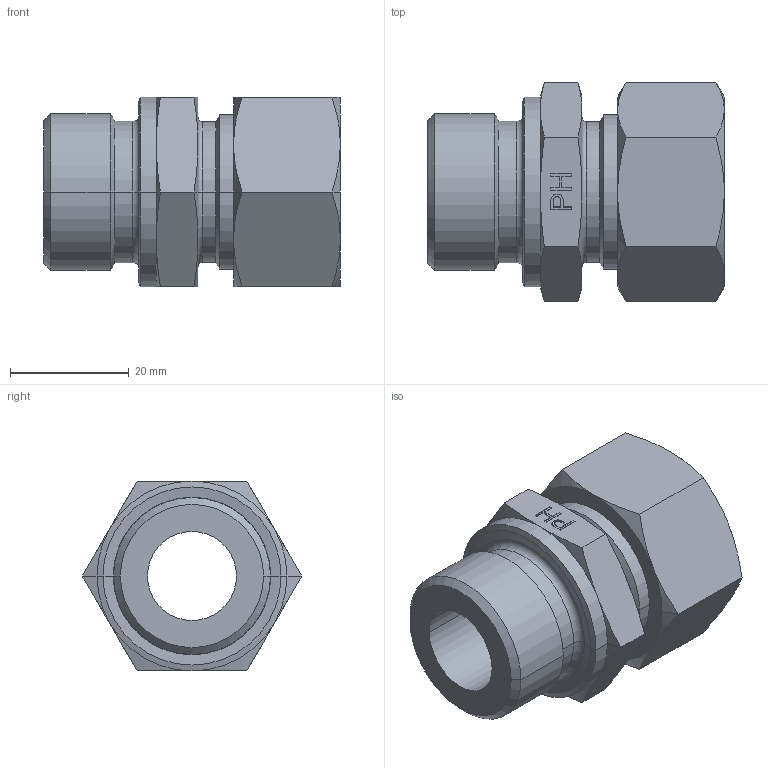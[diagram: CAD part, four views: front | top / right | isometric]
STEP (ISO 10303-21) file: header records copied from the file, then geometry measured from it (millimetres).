
FILE_DESCRIPTION(('Creo Elements/Direct Modeling STEP Export'),'2;1');
FILE_NAME('GE-LR-18-G_3_4zoll.stp','2018-09-18T11:34:17',(''),(''),'PTC Creo Elements/Direct Modeling STEP processor for AP214 (Solid Model)','PTC Creo Elements/Direct Modeling 19.0A 04-Oct-2014 (C) Parametric Technology GmbH','');
FILE_SCHEMA(('AUTOMOTIVE_DESIGN { 1 0 10303 214 1 1 1 1 }'));
Length unit declared in the file: millimetre
Products named in the file (4): GE_LR_18_G_3_4_OMD; SR_L_18_2_K; UWM_L_18; GE_LR_18_G_3_4
Assembly tree (3 placements, depth 2):
  GE_LR_18_G_3_4
    UWM_L_18
    SR_L_18_2_K
    GE_LR_18_G_3_4_OMD
Bounding box: 50 x 36.95 x 32 mm (x, y, z)
Volume: 24878.9 mm3; surface area: 12328.1 mm2
Topology: 3 solids, 5 shells, 205 faces, 478 edges, 294 vertices
Faces by surface type: plane 106, cone 58, cylinder 37, torus 4
Entity records: 7519 total; most frequent: CARTESIAN_POINT 3106, ORIENTED_EDGE 956, DIRECTION 755, EDGE_CURVE 478, VERTEX_POINT 294, VECTOR 261, LINE 261, AXIS2_PLACEMENT_3D 247
